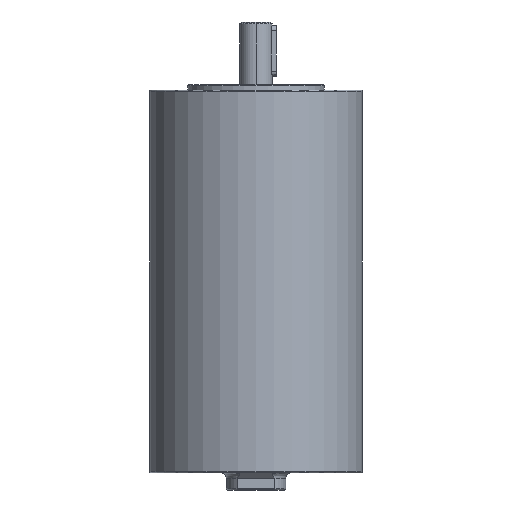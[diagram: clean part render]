
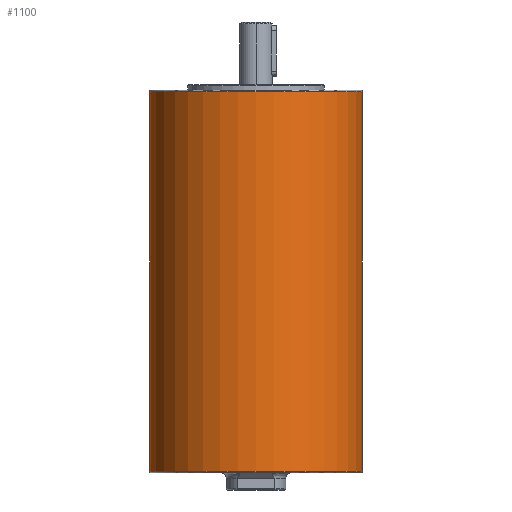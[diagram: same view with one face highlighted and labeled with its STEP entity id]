
A CAD part, front view. The second image highlights one B-rep face of the part: STEP entity #1100.
In plain terms, the highlighted cylindrical face has radius 62.5 mm (diameter 125 mm), a partial arc.
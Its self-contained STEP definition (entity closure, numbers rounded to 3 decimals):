
#1026=CARTESIAN_POINT('',(-62.5,0.,224.0));
#1027=VERTEX_POINT('',#1026);
#1044=CARTESIAN_POINT('',(62.5,0.,224.0));
#1045=VERTEX_POINT('',#1044);
#1063=CARTESIAN_POINT('',(0.,0.,0.));
#1064=DIRECTION('',(0.,0.,1.0));
#1065=DIRECTION('',(-1.0,0.0,0.0));
#1066=AXIS2_PLACEMENT_3D('',#1063,#1064,#1065);
#1067=CYLINDRICAL_SURFACE('',#1066,62.5);
#1068=CARTESIAN_POINT('',(-62.5,0.,1.0));
#1069=VERTEX_POINT('',#1068);
#1070=CARTESIAN_POINT('',(-62.5,0.,1.0));
#1071=DIRECTION('',(0.0,0.0,1.0));
#1072=VECTOR('',#1071,223.0);
#1073=LINE('',#1070,#1072);
#1074=EDGE_CURVE('',#1069,#1027,#1073,.T.);
#1075=ORIENTED_EDGE('',*,*,#1074,.F.);
#1076=CARTESIAN_POINT('',(62.5,0.,1.0));
#1077=VERTEX_POINT('',#1076);
#1078=CARTESIAN_POINT('',(0.,0.,1.0));
#1079=DIRECTION('',(0.0,0.0,-1.0));
#1080=DIRECTION('',(-1.0,0.0,0.0));
#1081=AXIS2_PLACEMENT_3D('',#1078,#1079,#1080);
#1082=CIRCLE('',#1081,62.5);
#1083=EDGE_CURVE('',#1077,#1069,#1082,.T.);
#1084=ORIENTED_EDGE('',*,*,#1083,.F.);
#1085=CARTESIAN_POINT('',(62.5,0.,224.0));
#1086=DIRECTION('',(0.0,0.0,-1.0));
#1087=VECTOR('',#1086,223.0);
#1088=LINE('',#1085,#1087);
#1089=EDGE_CURVE('',#1045,#1077,#1088,.T.);
#1090=ORIENTED_EDGE('',*,*,#1089,.F.);
#1091=CARTESIAN_POINT('',(0.,0.,224.0));
#1092=DIRECTION('',(0.0,0.0,1.0));
#1093=DIRECTION('',(-1.0,0.0,0.0));
#1094=AXIS2_PLACEMENT_3D('',#1091,#1092,#1093);
#1095=CIRCLE('',#1094,62.5);
#1096=EDGE_CURVE('',#1027,#1045,#1095,.T.);
#1097=ORIENTED_EDGE('',*,*,#1096,.F.);
#1098=EDGE_LOOP('',(#1075,#1084,#1090,#1097));
#1099=FACE_OUTER_BOUND('',#1098,.T.);
#1100=ADVANCED_FACE('',(#1099),#1067,.T.);
